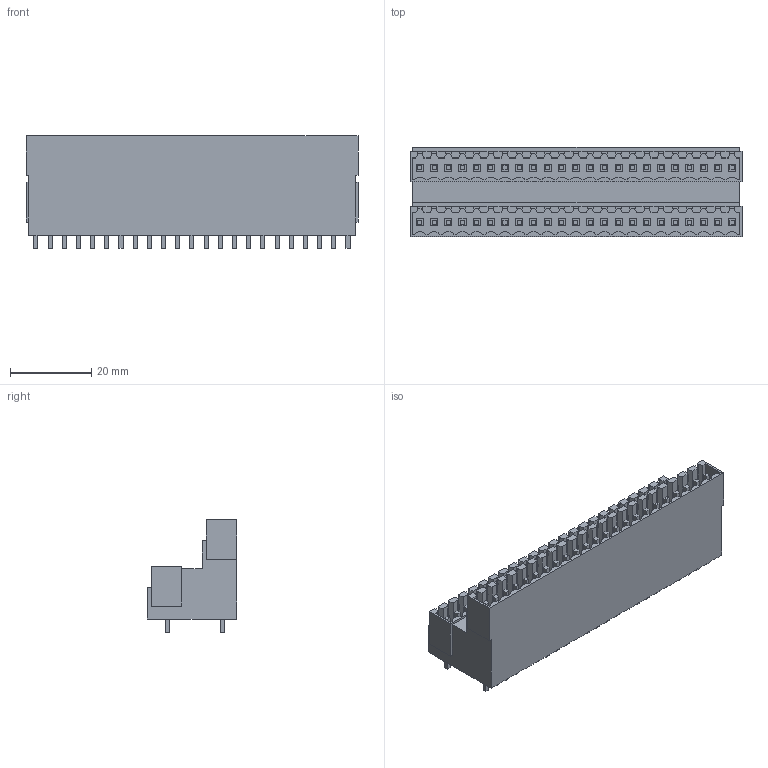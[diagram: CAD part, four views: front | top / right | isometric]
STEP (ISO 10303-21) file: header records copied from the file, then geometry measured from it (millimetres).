
FILE_DESCRIPTION(('CATIA V5 STEP Exchange','CAx-IF Rec.Pracs.--- Model Styling and Organization---1.4--- 2014-01-23'),'2;1');
FILE_NAME ('D1454172_0_1641220000_1641220000.stp','2019-11-15T07:52:51+00:00',('none'),('Weidmueller'),'CATIA Version 5-6 Release 2016 SP3 HF44','CATIA V5 STEP AP214','none');
FILE_SCHEMA(('AUTOMOTIVE_DESIGN { 1 0 10303 214 1 1 1 1 }'));
Length unit declared in the file: millimetre
Products named in the file (3): 1641220000; Housing; Loetstift_180
Assembly tree (2 placements, depth 2):
  1641220000
    Housing
    Loetstift_180
Bounding box: 81.9 x 22 x 27.77 mm (x, y, z)
Volume: 24104.6 mm3; surface area: 16015.5 mm2
Topology: 47 solids, 47 shells, 1088 faces, 3118 edges, 2170 vertices
Faces by surface type: plane 1042, cylinder 46
Entity records: 33827 total; most frequent: ORIENTED_EDGE 6236, CARTESIAN_POINT 5946, DIRECTION 4434, EDGE_CURVE 3118, VECTOR 3026, LINE 3026, VERTEX_POINT 2170, EDGE_LOOP 1134
